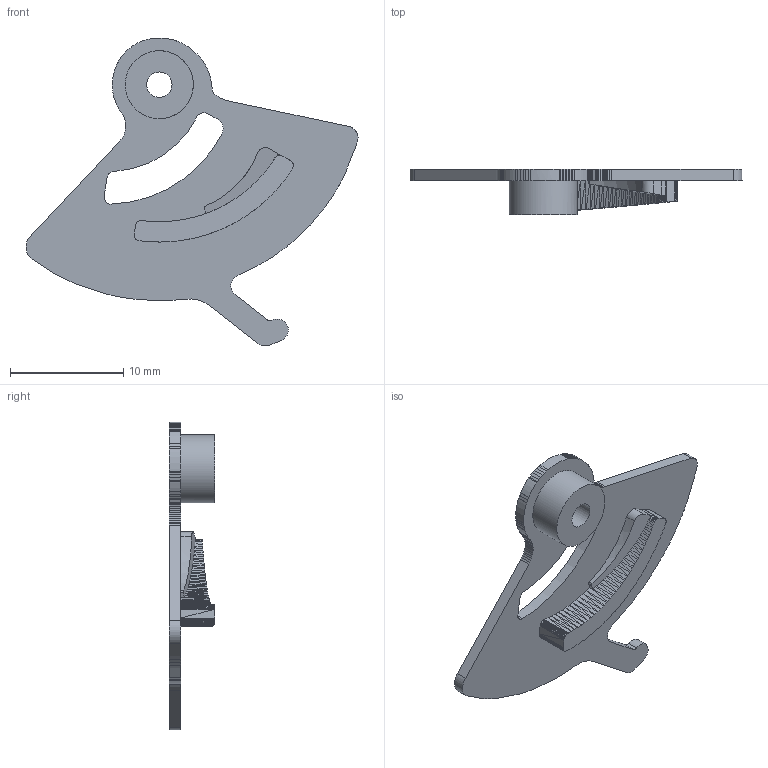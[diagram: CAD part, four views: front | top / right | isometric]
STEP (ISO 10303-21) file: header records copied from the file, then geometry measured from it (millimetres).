
FILE_DESCRIPTION(/* description */ (''),/* implementation_level */ '2;1');
FILE_NAME(/* name */ '对焦刀一体.stp',/* time_stamp */ '2023-05-29T19:18:56+08:00',/* author */ (''),/* organization */ (''),/* preprocessor_version */ 'ST-DEVELOPER v16.7',/* originating_system */ 'SIEMENS PLM Software NX 12.0',/* authorisation */ '');
FILE_SCHEMA (('AUTOMOTIVE_DESIGN { 1 0 10303 214 3 1 1 1 }'));
Length unit declared in the file: millimetre
Products named in the file (1): CatS0228BB45f38u
Bounding box: 29.28 x 4 x 27.14 mm (x, y, z)
Volume: 516.6 mm3; surface area: 1031.6 mm2
Topology: 1 solids, 1 shells, 463 faces, 1340 edges, 881 vertices
Faces by surface type: plane 407, bspline 39, cylinder 17
Full cylindrical faces by diameter (mm): 2.25 x1, 6 x1
Entity records: 15357 total; most frequent: CARTESIAN_POINT 3660, ORIENTED_EDGE 2676, DIRECTION 2017, EDGE_CURVE 1338, LINE 1069, VECTOR 1069, VERTEX_POINT 881, AXIS2_PLACEMENT_3D 474
